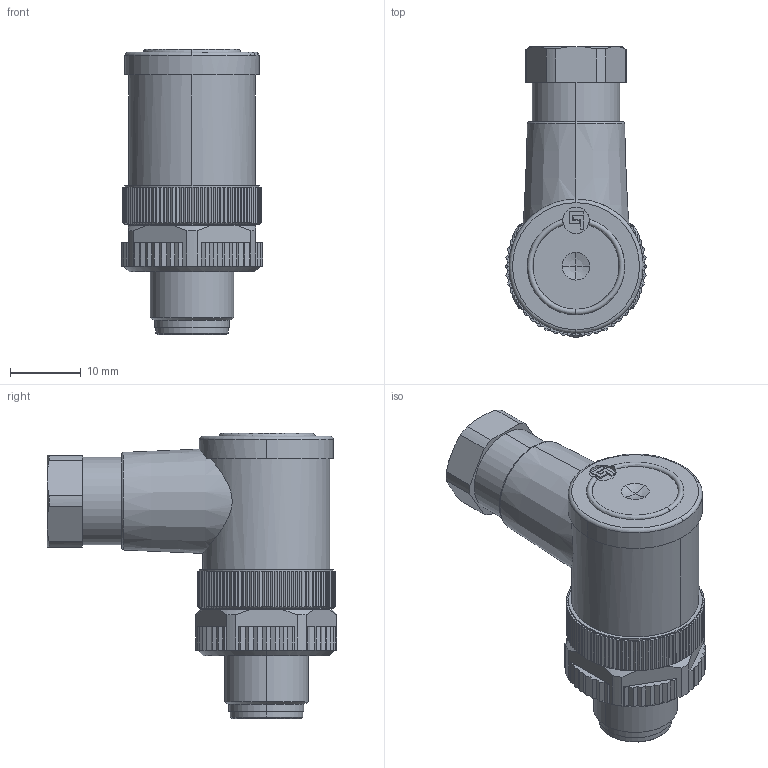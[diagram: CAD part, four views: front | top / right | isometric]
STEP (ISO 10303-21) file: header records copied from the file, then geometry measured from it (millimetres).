
FILE_DESCRIPTION(('CATIA V5 STEP Exchange','CAx-IF Rec.Pracs.--- Model Styling and Organization---1.4--- 2014-01-23'),'2;1');
FILE_NAME ('028517-4_1', '2023-03-20T08:05:38+00:00', ('none'), ('Weidmueller'), 'CATIA Version 5-6 Release 2016 SP3 HF44', 'CATIA V5 STEP AP214', 'none');
FILE_SCHEMA(('AUTOMOTIVE_DESIGN { 1 0 10303 214 1 1 1 1 }'));
Length unit declared in the file: millimetre
Products named in the file (1): 1962620000
Bounding box: 20 x 41.08 x 40.4 mm (x, y, z)
Volume: 12245.8 mm3; surface area: 4452.7 mm2
Topology: 5 solids, 5 shells, 626 faces, 1812 edges, 1197 vertices
Faces by surface type: plane 402, cylinder 164, cone 30, sphere 22, torus 8
Entity records: 20834 total; most frequent: CARTESIAN_POINT 5231, ORIENTED_EDGE 3584, DIRECTION 2635, EDGE_CURVE 1792, VERTEX_POINT 1197, AXIS2_PLACEMENT_3D 1056, VECTOR 967, LINE 967
